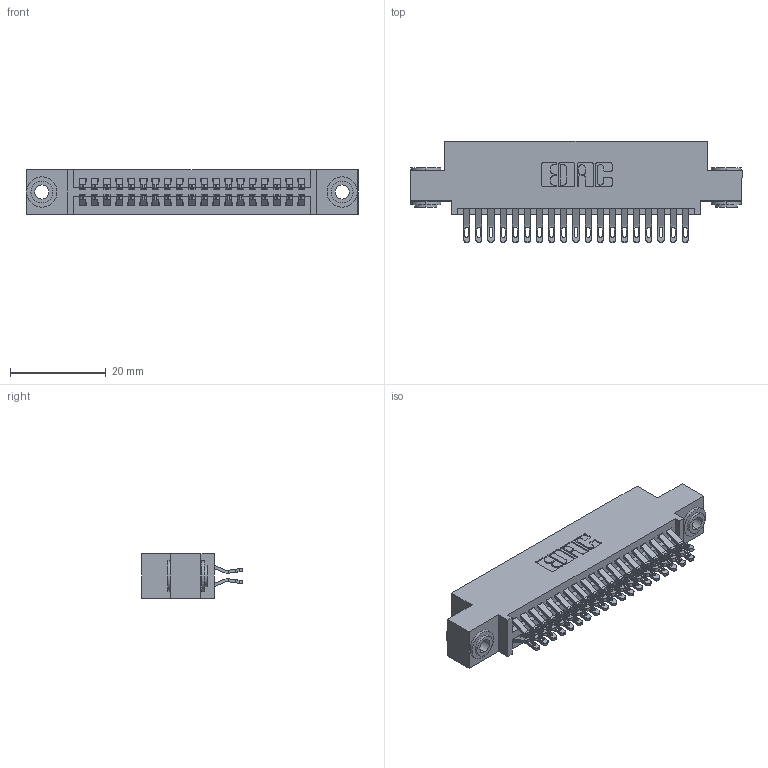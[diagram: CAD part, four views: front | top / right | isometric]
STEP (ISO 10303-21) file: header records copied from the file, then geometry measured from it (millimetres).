
FILE_DESCRIPTION (( 'STEP AP203' ), '1' );
FILE_NAME ('395-038-555-503.STEP', '2019-10-18T04:14:24', ( '' ), ( '' ), 'SwSTEP 2.0', 'SolidWorks 2016', '' );
FILE_SCHEMA (( 'CONFIG_CONTROL_DESIGN' ));
Length unit declared in the file: inch
Products named in the file (4): 345-250-002_345-250-002-102; 395-038-555-503; 345 Part_0.110 Offset - 0.156 Dia-TH; 345-292-001_555 Tail
Assembly tree (41 placements, depth 2):
  395-038-555-503
    345 Part_0.110 Offset - 0.156 Dia-TH
    345-292-001_555 Tail  x38
    345-250-002_345-250-002-102  x2
Bounding box: 69.47 x 21.13 x 9.4 mm (x, y, z)
Volume: 6591 mm3; surface area: 9978.3 mm2
Topology: 41 solids, 41 shells, 2296 faces, 7155 edges, 4766 vertices
Faces by surface type: plane 1272, cylinder 1016, cone 8
Entity records: 19112 total; most frequent: CARTESIAN_POINT 3237, ORIENTED_EDGE 3134, DIRECTION 2881, EDGE_CURVE 1567, VECTOR 1315, LINE 1315, VERTEX_POINT 1042, AXIS2_PLACEMENT_3D 783
